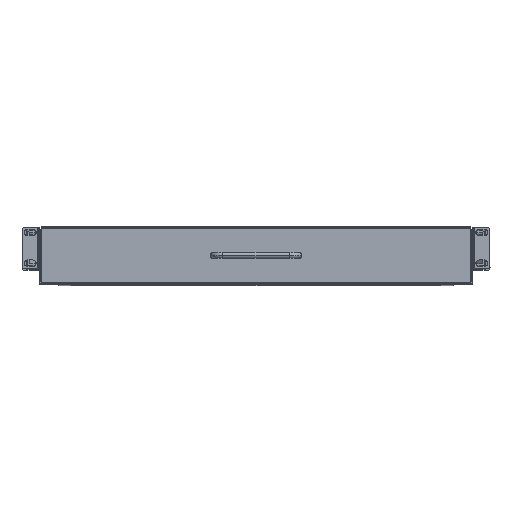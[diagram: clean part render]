
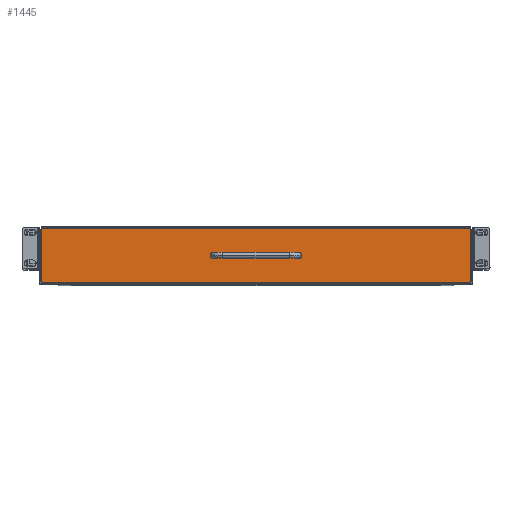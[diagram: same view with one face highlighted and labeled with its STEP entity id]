
A CAD part, top view. The second image highlights one B-rep face of the part: STEP entity #1445.
In plain terms, the highlighted planar face has unit normal (0, 0, 1).
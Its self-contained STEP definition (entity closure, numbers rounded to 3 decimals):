
#177 = CARTESIAN_POINT ( 'NONE',  ( 201.85, 58., 20. ) ) ;
#709 = CARTESIAN_POINT ( 'NONE',  ( 201.85, 1.5, 20. ) ) ;
#1187 = DIRECTION ( 'NONE',  ( 1., 0., 0. ) ) ;
#1445 = ADVANCED_FACE ( 'NONE', ( #10193, #14527, #14278 ), #10431, .F. ) ;
#2209 = VECTOR ( 'NONE', #14973, 1000. ) ;
#2613 = VERTEX_POINT ( 'NONE', #16394 ) ;
#2957 = DIRECTION ( 'NONE',  ( 1., 0., 0. ) ) ;
#3001 = CARTESIAN_POINT ( 'NONE',  ( -44., 30., 20. ) ) ;
#3153 = CARTESIAN_POINT ( 'NONE',  ( 221.35, 2., 20. ) ) ;
#3315 = AXIS2_PLACEMENT_3D ( 'NONE', #3001, #4649, #16168 ) ;
#3338 = CIRCLE ( 'NONE', #10236, 2.248 ) ;
#4389 = EDGE_CURVE ( 'NONE', #4749, #4500, #3338, .T. ) ;
#4453 = EDGE_CURVE ( 'NONE', #2613, #18280, #20958, .T. ) ;
#4500 = VERTEX_POINT ( 'NONE', #14398 ) ;
#4649 = DIRECTION ( 'NONE',  ( 0., 0., 1. ) ) ;
#4722 = LINE ( 'NONE', #3153, #11583 ) ;
#4749 = VERTEX_POINT ( 'NONE', #6593 ) ;
#5548 = DIRECTION ( 'NONE',  ( 0., 0., -1. ) ) ;
#5803 = DIRECTION ( 'NONE',  ( 1., 0., 0. ) ) ;
#6237 = DIRECTION ( 'NONE',  ( 0., 0., 1. ) ) ;
#6593 = CARTESIAN_POINT ( 'NONE',  ( 46.248, 30., 20. ) ) ;
#6623 = DIRECTION ( 'NONE',  ( -1., 0., 0. ) ) ;
#7413 = CARTESIAN_POINT ( 'NONE',  ( -221.35, 2., 20. ) ) ;
#7527 = EDGE_LOOP ( 'NONE', ( #18482, #11394, #12734, #13337 ) ) ;
#8021 = ORIENTED_EDGE ( 'NONE', *, *, #11422, .F. ) ;
#8103 = ORIENTED_EDGE ( 'NONE', *, *, #4389, .F. ) ;
#8643 = CIRCLE ( 'NONE', #14216, 2.248 ) ;
#8821 = LINE ( 'NONE', #18256, #2209 ) ;
#9547 = AXIS2_PLACEMENT_3D ( 'NONE', #9620, #6237, #2957 ) ;
#9620 = CARTESIAN_POINT ( 'NONE',  ( -44., 30., 20. ) ) ;
#10193 = FACE_BOUND ( 'NONE', #14452, .T. ) ;
#10236 = AXIS2_PLACEMENT_3D ( 'NONE', #17416, #10990, #1187 ) ;
#10305 = EDGE_CURVE ( 'NONE', #17114, #15298, #4722, .T. ) ;
#10431 = PLANE ( 'NONE',  #17432 ) ;
#10484 = EDGE_CURVE ( 'NONE', #15298, #16749, #15659, .T. ) ;
#10628 = CARTESIAN_POINT ( 'NONE',  ( 44., 30., 20. ) ) ;
#10990 = DIRECTION ( 'NONE',  ( 0., 0., 1. ) ) ;
#11301 = EDGE_CURVE ( 'NONE', #11903, #16749, #13584, .T. ) ;
#11394 = ORIENTED_EDGE ( 'NONE', *, *, #11301, .F. ) ;
#11422 = EDGE_CURVE ( 'NONE', #18280, #2613, #18974, .T. ) ;
#11583 = VECTOR ( 'NONE', #19410, 1000. ) ;
#11903 = VERTEX_POINT ( 'NONE', #15871 ) ;
#12117 = DIRECTION ( 'NONE',  ( 0., 0., 1. ) ) ;
#12525 = CARTESIAN_POINT ( 'NONE',  ( 221.35, 2., 20. ) ) ;
#12734 = ORIENTED_EDGE ( 'NONE', *, *, #12746, .F. ) ;
#12746 = EDGE_CURVE ( 'NONE', #17114, #11903, #8821, .T. ) ;
#12922 = ORIENTED_EDGE ( 'NONE', *, *, #18593, .F. ) ;
#13337 = ORIENTED_EDGE ( 'NONE', *, *, #10305, .T. ) ;
#13584 = LINE ( 'NONE', #7413, #16386 ) ;
#13610 = VECTOR ( 'NONE', #6623, 1000. ) ;
#14216 = AXIS2_PLACEMENT_3D ( 'NONE', #10628, #12117, #5803 ) ;
#14278 = FACE_OUTER_BOUND ( 'NONE', #7527, .T. ) ;
#14398 = CARTESIAN_POINT ( 'NONE',  ( 41.752, 30., 20. ) ) ;
#14452 = EDGE_LOOP ( 'NONE', ( #8103, #12922 ) ) ;
#14527 = FACE_BOUND ( 'NONE', #16512, .T. ) ;
#14973 = DIRECTION ( 'NONE',  ( -1., 0., 0. ) ) ;
#15092 = CARTESIAN_POINT ( 'NONE',  ( 221.35, 58., 20. ) ) ;
#15298 = VERTEX_POINT ( 'NONE', #15092 ) ;
#15659 = LINE ( 'NONE', #177, #13610 ) ;
#15871 = CARTESIAN_POINT ( 'NONE',  ( -221.35, 2., 20. ) ) ;
#16168 = DIRECTION ( 'NONE',  ( 1., 0., 0. ) ) ;
#16386 = VECTOR ( 'NONE', #20579, 1000. ) ;
#16394 = CARTESIAN_POINT ( 'NONE',  ( -41.752, 30., 20. ) ) ;
#16512 = EDGE_LOOP ( 'NONE', ( #17012, #8021 ) ) ;
#16749 = VERTEX_POINT ( 'NONE', #19641 ) ;
#17012 = ORIENTED_EDGE ( 'NONE', *, *, #4453, .F. ) ;
#17114 = VERTEX_POINT ( 'NONE', #12525 ) ;
#17416 = CARTESIAN_POINT ( 'NONE',  ( 44., 30., 20. ) ) ;
#17432 = AXIS2_PLACEMENT_3D ( 'NONE', #709, #5548, #18784 ) ;
#17623 = CARTESIAN_POINT ( 'NONE',  ( -46.248, 30., 20. ) ) ;
#18256 = CARTESIAN_POINT ( 'NONE',  ( -201.85, 2., 20. ) ) ;
#18280 = VERTEX_POINT ( 'NONE', #17623 ) ;
#18482 = ORIENTED_EDGE ( 'NONE', *, *, #10484, .T. ) ;
#18593 = EDGE_CURVE ( 'NONE', #4500, #4749, #8643, .T. ) ;
#18784 = DIRECTION ( 'NONE',  ( -1., 0., 0. ) ) ;
#18974 = CIRCLE ( 'NONE', #3315, 2.248 ) ;
#19410 = DIRECTION ( 'NONE',  ( 0., 1., 0. ) ) ;
#19641 = CARTESIAN_POINT ( 'NONE',  ( -221.35, 58., 20. ) ) ;
#20579 = DIRECTION ( 'NONE',  ( 0., 1., 0. ) ) ;
#20958 = CIRCLE ( 'NONE', #9547, 2.248 ) ;
